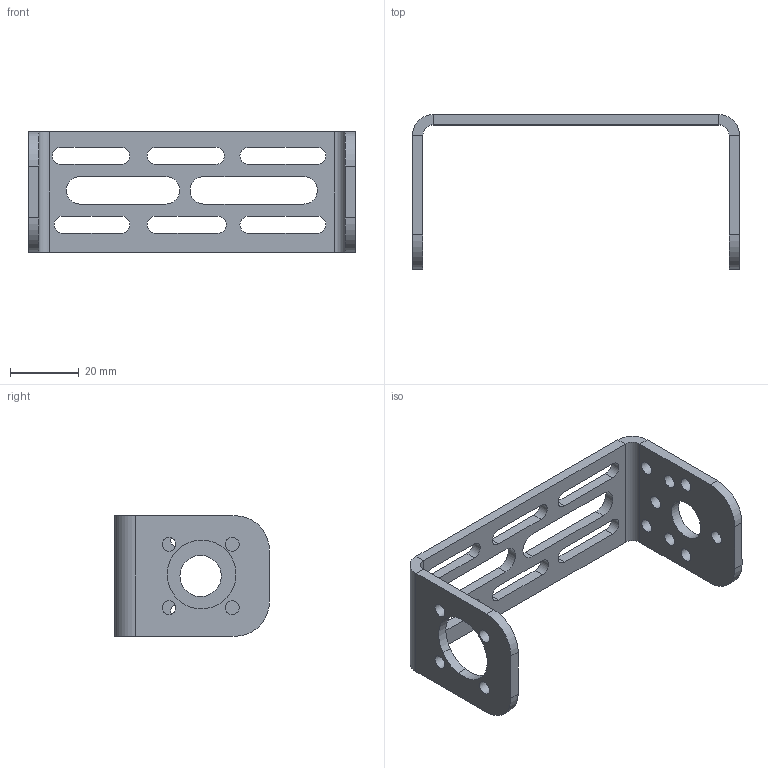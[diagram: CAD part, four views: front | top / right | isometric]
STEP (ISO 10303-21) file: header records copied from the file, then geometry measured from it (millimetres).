
FILE_DESCRIPTION(/* description */ (''),/* implementation_level */ '2;1');
FILE_NAME(/* name */ 'Axis_4_Arm.step',/* time_stamp */ '2024-12-01T11:08:37+01:00',/* author */ (''),/* organization */ (''),/* preprocessor_version */ 'ST-DEVELOPER v20',/* originating_system */ 'Autodesk Translation Framework v13.20.0.188',/* authorisation */ '');
FILE_SCHEMA (('AUTOMOTIVE_DESIGN { 1 0 10303 214 3 1 1 }'));
Length unit declared in the file: millimetre
Products named in the file (2): C38Robot_CAD v14; Axis_4_Arm
Assembly tree (1 placements, depth 2):
  C38Robot_CAD v14
    Axis_4_Arm
Bounding box: 95 x 45 x 35 mm (x, y, z)
Volume: 12795.6 mm3; surface area: 11911.5 mm2
Topology: 1 solids, 1 shells, 73 faces, 197 edges, 126 vertices
Faces by surface type: cylinder 39, plane 34
Full cylindrical faces by diameter (mm): 4 x12, 12 x1
Entity records: 2442 total; most frequent: DIRECTION 427, CARTESIAN_POINT 399, ORIENTED_EDGE 394, EDGE_CURVE 197, AXIS2_PLACEMENT_3D 154, VERTEX_POINT 126, LINE 119, VECTOR 119
